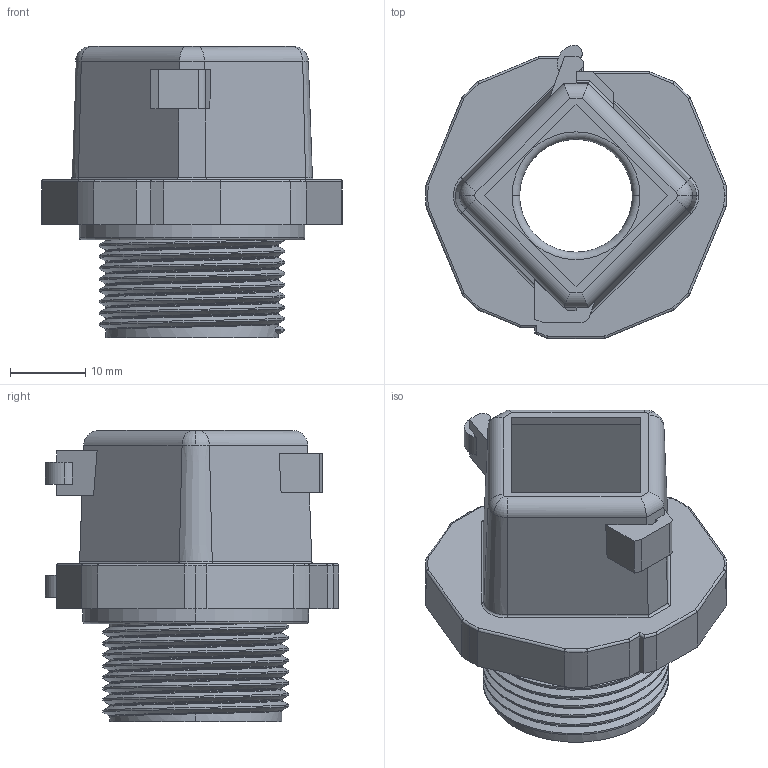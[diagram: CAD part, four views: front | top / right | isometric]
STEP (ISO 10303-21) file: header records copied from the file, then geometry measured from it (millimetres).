
FILE_DESCRIPTION (( 'STEP AP214' ), '1' );
FILE_NAME ('28611_4_KDS-KV_M25.STEP', '2017-02-16T14:39:19', ( '' ), ( '' ), 'SwSTEP 2.0', 'SolidWorks 2015', '' );
FILE_SCHEMA (( 'AUTOMOTIVE_DESIGN' ));
Length unit declared in the file: millimetre
Products named in the file (1): 28611_4_KDS-KV_M25
Bounding box: 40 x 38.99 x 38.7 mm (x, y, z)
Volume: 12223.7 mm3; surface area: 8813.7 mm2
Topology: 1 solids, 1 shells, 184 faces, 470 edges, 292 vertices
Faces by surface type: cylinder 76, plane 68, torus 26, cone 9, bspline 5
Entity records: 14030 total; most frequent: CARTESIAN_POINT 9663, ORIENTED_EDGE 940, DIRECTION 868, EDGE_CURVE 470, AXIS2_PLACEMENT_3D 301, VERTEX_POINT 292, LINE 266, VECTOR 266
